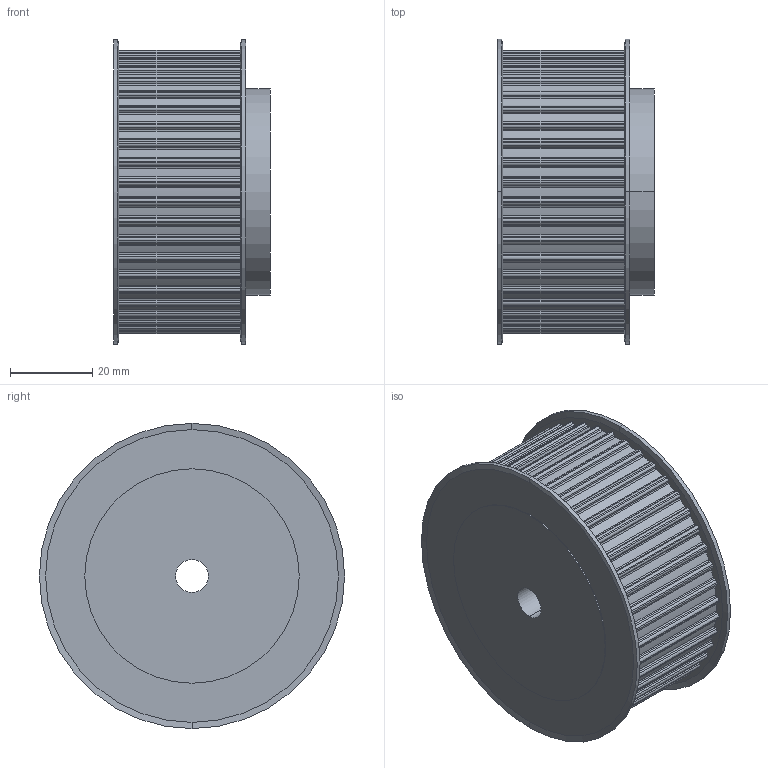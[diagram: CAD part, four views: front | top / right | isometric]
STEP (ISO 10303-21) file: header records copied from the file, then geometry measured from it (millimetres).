
FILE_DESCRIPTION(('STEP AP214'),'1');
FILE_NAME('cctmp_DCC5B46B-11B9-4856-9CF5-BB78A1FEEEA7_2021_1_7_11_46_52_946..stp','2021-01-07T10:46:53',('Mulco-Europe EWIV'),('CADClick - www.CADClick.com'),'Spatial InterOp 3D',' ','unknown authorization');
FILE_SCHEMA(('AUTOMOTIVE_DESIGN'));
Length unit declared in the file: millimetre
Products named in the file (1): 2021_01_07__11-46-52-915
Bounding box: 38 x 74 x 74 mm (x, y, z)
Volume: 124701.7 mm3; surface area: 20133.1 mm2
Topology: 1 solids, 1 shells, 379 faces, 1108 edges, 736 vertices
Faces by surface type: cylinder 276, plane 95, cone 8
Entity records: 15898 total; most frequent: DIRECTION 2428, CARTESIAN_POINT 2224, ORIENTED_EDGE 2216, EDGE_CURVE 1108, AXIS2_PLACEMENT_3D 940, VERTEX_POINT 736, CIRCLE 560, LINE 548
